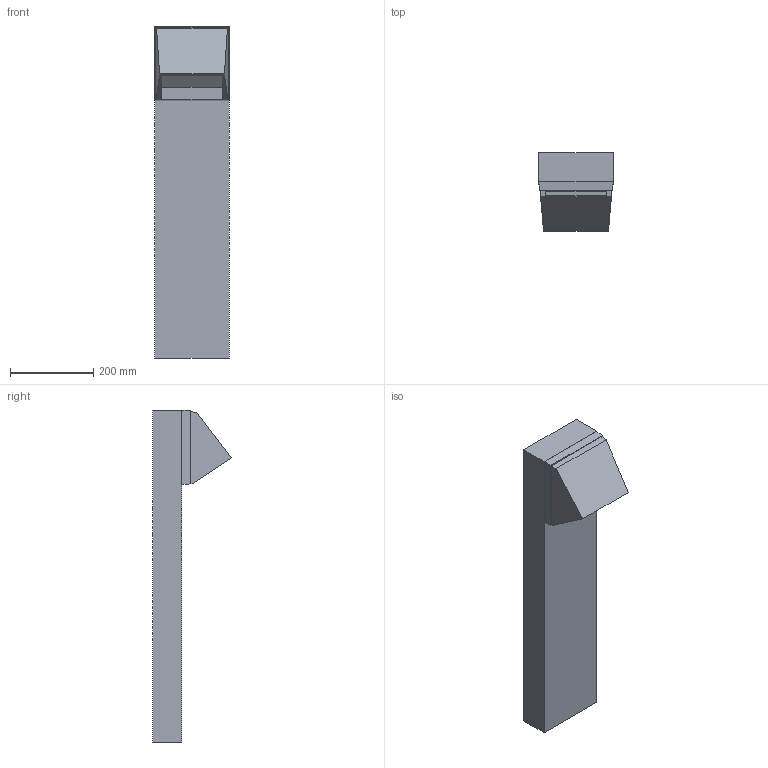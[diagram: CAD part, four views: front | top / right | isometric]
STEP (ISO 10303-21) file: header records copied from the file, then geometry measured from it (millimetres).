
FILE_DESCRIPTION(/* description */ (''),/* implementation_level */ '2;1');
FILE_NAME(/* name */ 'P6_simple v2.step',/* time_stamp */ '2024-01-09T14:58:38+01:00',/* author */ (''),/* organization */ (''),/* preprocessor_version */ 'ST-DEVELOPER v20',/* originating_system */ 'Autodesk Translation Framework v12.14.0.127',/* authorisation */ '');
FILE_SCHEMA (('AUTOMOTIVE_DESIGN { 1 0 10303 214 3 1 1 }'));
Length unit declared in the file: millimetre
Products named in the file (2): P6_simple; T6_simple
Assembly tree (1 placements, depth 2):
  P6_simple
    T6_simple
Bounding box: 180 x 189 x 800 mm (x, y, z)
Volume: 10539335.9 mm3; surface area: 590562.9 mm2
Topology: 3 solids, 3 shells, 41 faces, 108 edges, 72 vertices
Faces by surface type: plane 41
Entity records: 1306 total; most frequent: CARTESIAN_POINT 224, ORIENTED_EDGE 216, DIRECTION 196, LINE 108, VECTOR 108, EDGE_CURVE 108, VERTEX_POINT 72, AXIS2_PLACEMENT_3D 44
